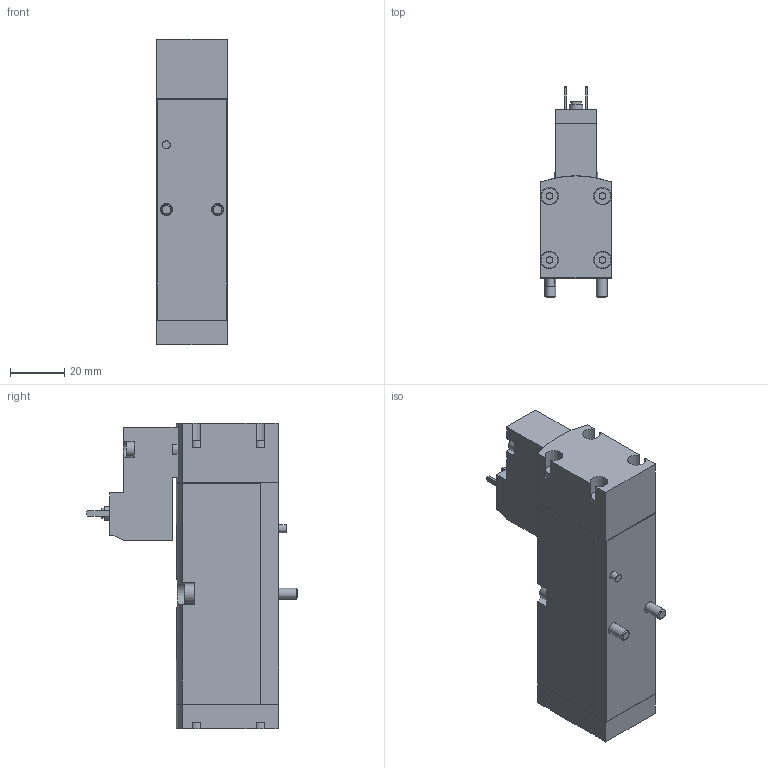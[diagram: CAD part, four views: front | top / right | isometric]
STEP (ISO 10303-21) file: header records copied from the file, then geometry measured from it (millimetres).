
FILE_DESCRIPTION(/* description */ ('STEP AP214'),/* implementation_level */ '2;1');
FILE_NAME(/* name */ '547120_VSVA-B-M52-MZH-A1-1AC1',/* time_stamp */ '2024-09-17T07:35:13+02:00',/* author */ ('License CC BY-ND 4.0'),/* organization */ ('CADENAS'),/* preprocessor_version */ 'ST-DEVELOPER v19.3',/* originating_system */ 'PARTsolutions',/* authorisation */ ' ');
FILE_SCHEMA (('AUTOMOTIVE_DESIGN {1 0 10303 214 3 1 1}'));
Length unit declared in the file: millimetre
Products named in the file (1): 547120 VSVA-B-M52-MZH-A1-1AC1
Bounding box: 26 x 78.2 x 113.1 mm (x, y, z)
Volume: 120961.2 mm3; surface area: 23114.1 mm2
Topology: 1 solids, 1 shells, 298 faces, 777 edges, 513 vertices
Faces by surface type: plane 153, cylinder 137, cone 8
Full cylindrical faces by diameter (mm): 2.013 x1, 2.5 x1, 3 x1, 3.8 x1, 4 x2, 4.5 x2, 4.8 x1, 5 x1, 5.5 x2, 6 x8, 7 x2
Entity records: 11147 total; most frequent: CARTESIAN_POINT 1615, DIRECTION 1606, ORIENTED_EDGE 1482, EDGE_CURVE 741, AXIS2_PLACEMENT_3D 582, VERTEX_POINT 507, LINE 442, VECTOR 442
